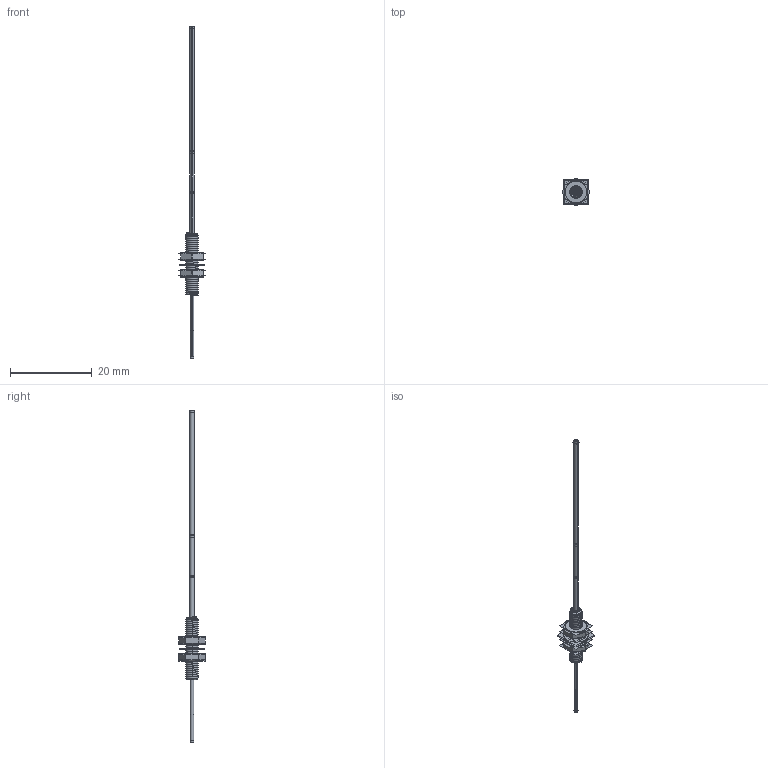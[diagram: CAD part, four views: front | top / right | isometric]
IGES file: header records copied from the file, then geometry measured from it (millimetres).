
Start section:  PTC IGES file: 191560.igs
Global section: file name: 191560.igs; native system: Creo Parametric by Parametric Technology Corporation; preprocessor: 2013230; author: pdmadmin; organization: Unknown; date: 20160216.151358; units: millimetre
Bounding box: 6.36 x 6.41 x 80.99 mm (x, y, z)
Volume: 183 mm3; surface area: 8813.2 mm2
Topology: 7 solids, 8 shells, 494 faces, 2626 edges, 3400 vertices
Faces by surface type: revolution 356, bspline 138
